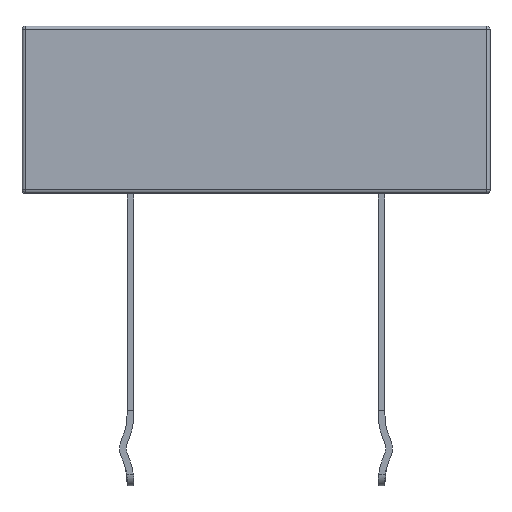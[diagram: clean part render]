
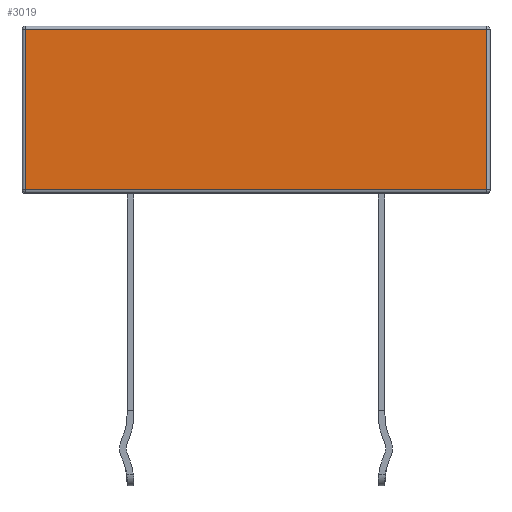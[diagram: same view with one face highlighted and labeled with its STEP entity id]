
A CAD part, top view. The second image highlights one B-rep face of the part: STEP entity #3019.
In plain terms, the highlighted planar face has unit normal (0, 0, 1).
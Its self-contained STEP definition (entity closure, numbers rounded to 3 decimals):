
#157 = EDGE_CURVE ( 'NONE', #11978, #19330, #4510, .T. ) ;
#277 = VERTEX_POINT ( 'NONE', #15627 ) ;
#360 = CARTESIAN_POINT ( 'NONE',  ( -14., 0.2, 5. ) ) ;
#454 = DIRECTION ( 'NONE',  ( 1., 0., 0. ) ) ;
#523 = AXIS2_PLACEMENT_3D ( 'NONE', #3418, #18076, #19483 ) ;
#2378 = ORIENTED_EDGE ( 'NONE', *, *, #11873, .T. ) ;
#2682 = EDGE_CURVE ( 'NONE', #19330, #3890, #15761, .T. ) ;
#2856 = ORIENTED_EDGE ( 'NONE', *, *, #3676, .T. ) ;
#3019 = ADVANCED_FACE ( 'NONE', ( #16959 ), #17871, .F. ) ;
#3418 = CARTESIAN_POINT ( 'NONE',  ( -14., 10., 5. ) ) ;
#3676 = EDGE_CURVE ( 'NONE', #3890, #277, #12527, .T. ) ;
#3836 = CARTESIAN_POINT ( 'NONE',  ( 13.8, 10., 5. ) ) ;
#3890 = VERTEX_POINT ( 'NONE', #11950 ) ;
#4510 = LINE ( 'NONE', #9057, #11665 ) ;
#5968 = ORIENTED_EDGE ( 'NONE', *, *, #157, .T. ) ;
#6482 = CARTESIAN_POINT ( 'NONE',  ( -13.8, 10., 5. ) ) ;
#7302 = CARTESIAN_POINT ( 'NONE',  ( 13.8, 9.8, 5. ) ) ;
#8858 = EDGE_LOOP ( 'NONE', ( #14661, #2856, #2378, #5968 ) ) ;
#9057 = CARTESIAN_POINT ( 'NONE',  ( -14., 9.8, 5. ) ) ;
#11665 = VECTOR ( 'NONE', #12180, 1000. ) ;
#11873 = EDGE_CURVE ( 'NONE', #277, #11978, #15870, .T. ) ;
#11950 = CARTESIAN_POINT ( 'NONE',  ( -13.8, 0.2, 5. ) ) ;
#11978 = VERTEX_POINT ( 'NONE', #7302 ) ;
#12180 = DIRECTION ( 'NONE',  ( -1., 0., 0. ) ) ;
#12527 = LINE ( 'NONE', #360, #16973 ) ;
#14010 = VECTOR ( 'NONE', #15570, 1000. ) ;
#14661 = ORIENTED_EDGE ( 'NONE', *, *, #2682, .T. ) ;
#15570 = DIRECTION ( 'NONE',  ( 0., -1., 0. ) ) ;
#15627 = CARTESIAN_POINT ( 'NONE',  ( 13.8, 0.2, 5. ) ) ;
#15761 = LINE ( 'NONE', #6482, #14010 ) ;
#15870 = LINE ( 'NONE', #3836, #16162 ) ;
#16162 = VECTOR ( 'NONE', #19060, 1000. ) ;
#16959 = FACE_OUTER_BOUND ( 'NONE', #8858, .T. ) ;
#16973 = VECTOR ( 'NONE', #454, 1000. ) ;
#17871 = PLANE ( 'NONE',  #523 ) ;
#18076 = DIRECTION ( 'NONE',  ( 0., 0., -1. ) ) ;
#18191 = CARTESIAN_POINT ( 'NONE',  ( -13.8, 9.8, 5. ) ) ;
#19060 = DIRECTION ( 'NONE',  ( 0., 1., 0. ) ) ;
#19330 = VERTEX_POINT ( 'NONE', #18191 ) ;
#19483 = DIRECTION ( 'NONE',  ( -1., 0., 0. ) ) ;
